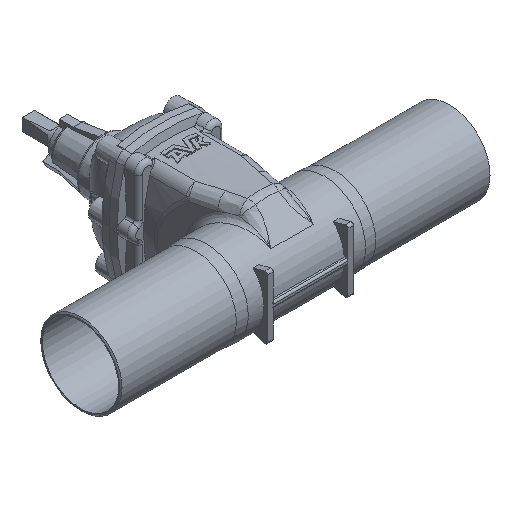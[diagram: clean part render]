
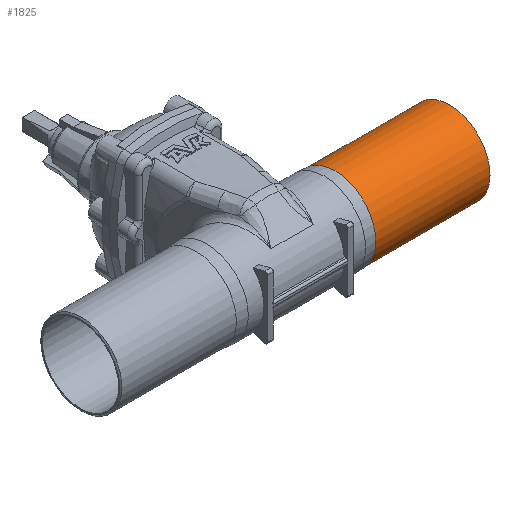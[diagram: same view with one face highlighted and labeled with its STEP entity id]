
A CAD part, isometric view. The second image highlights one B-rep face of the part: STEP entity #1825.
In plain terms, the highlighted cylindrical face has radius 57.15 mm (diameter 114.3 mm), a full revolution.
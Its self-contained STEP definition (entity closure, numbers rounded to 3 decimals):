
#1825 = ADVANCED_FACE ( 'NONE', ( #14155, #14158 ), #14160, .T. ) ;
#3322 = EDGE_CURVE ( 'NONE', #11895, #11895, #11439, .T. ) ;
#3354 = EDGE_CURVE ( 'NONE', #11897, #11897, #11454, .T. ) ;
#3834 = AXIS2_PLACEMENT_3D ( 'NONE', #4124, #4125, #4126 ) ;
#3838 = AXIS2_PLACEMENT_3D ( 'NONE', #4221, #4222, #4223 ) ;
#4124 = CARTESIAN_POINT ( 'NONE',  ( 97.922, 0., 0. ) ) ;
#4125 = DIRECTION ( 'NONE',  ( 1., 0., 0. ) ) ;
#4126 = DIRECTION ( 'NONE',  ( 0., 0., 1. ) ) ;
#4221 = CARTESIAN_POINT ( 'NONE',  ( 258.788, 0., 0. ) ) ;
#4222 = DIRECTION ( 'NONE',  ( 1., 0., 0. ) ) ;
#4223 = DIRECTION ( 'NONE',  ( 0., 0., -1. ) ) ;
#7969 = AXIS2_PLACEMENT_3D ( 'NONE', #11192, #11193, #11191 ) ;
#10102 = CARTESIAN_POINT ( 'NONE',  ( 97.922, 0., 57.15 ) ) ;
#10106 = CARTESIAN_POINT ( 'NONE',  ( 258.788, 0., -57.15 ) ) ;
#11191 = DIRECTION ( 'NONE',  ( 0., 0., -1. ) ) ;
#11192 = CARTESIAN_POINT ( 'NONE',  ( 0., 0., 0. ) ) ;
#11193 = DIRECTION ( 'NONE',  ( 1., 0., 0. ) ) ;
#11439 = CIRCLE ( 'NONE', #3834, 57.15 ) ;
#11454 = CIRCLE ( 'NONE', #3838, 57.15 ) ;
#11895 = VERTEX_POINT ( 'NONE', #10102 ) ;
#11897 = VERTEX_POINT ( 'NONE', #10106 ) ;
#14155 = FACE_OUTER_BOUND ( 'NONE', #15225, .T. ) ;
#14158 = FACE_OUTER_BOUND ( 'NONE', #15278, .T. ) ;
#14160 = CYLINDRICAL_SURFACE ( 'NONE', #7969, 57.15 ) ;
#14979 = ORIENTED_EDGE ( 'NONE', *, *, #3322, .T. ) ;
#14980 = ORIENTED_EDGE ( 'NONE', *, *, #3354, .F. ) ;
#15225 = EDGE_LOOP ( 'NONE', ( #14979 ) ) ;
#15278 = EDGE_LOOP ( 'NONE', ( #14980 ) ) ;
